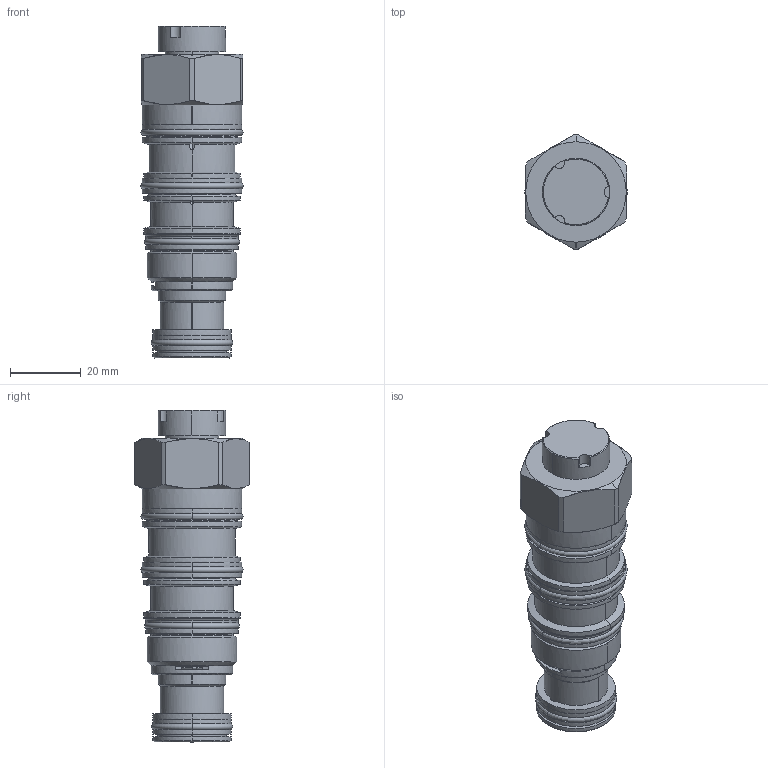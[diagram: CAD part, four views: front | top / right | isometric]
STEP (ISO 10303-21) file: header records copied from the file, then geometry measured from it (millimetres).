
FILE_DESCRIPTION((''),'2;1');
FILE_NAME('CVEVXCN_SW_PRT','2019-07-17T',('charlief'),(''),'PRO/ENGINEER BY PARAMETRIC TECHNOLOGY CORPORATION, 2016010','PRO/ENGINEER BY PARAMETRIC TECHNOLOGY CORPORATION, 2016010','');
FILE_SCHEMA(('CONFIG_CONTROL_DESIGN'));
Products named in the file (1): CVEVXCN_SW_PRT
Bounding box: 28.8 x 32.21 x 93.65 mm (x, y, z)
Surface area: 19141 mm2 (no closed solid volume)
Topology: 0 solids, 0 shells, 278 faces, 1332 edges, 1308 vertices
Faces by surface type: bspline 238, torus 40
Entity records: 48244 total; most frequent: CARTESIAN_POINT 36550, DIRECTION 1947, TRIMMED_CURVE 1507, DEFINITIONAL_REPRESENTATION 1284, PCURVE 1284, COMPOSITE_CURVE_SEGMENT 1284, VECTOR 1147, LINE 1147
